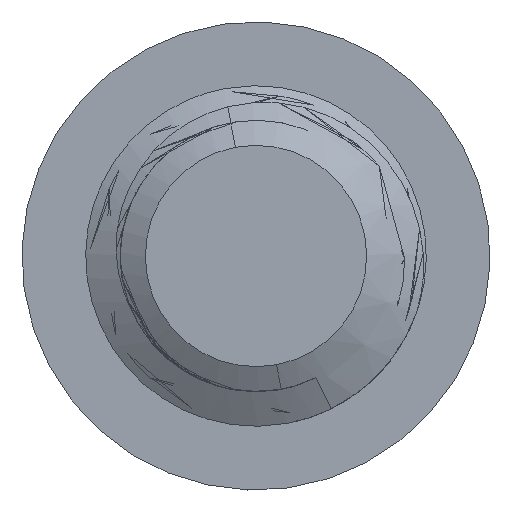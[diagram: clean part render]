
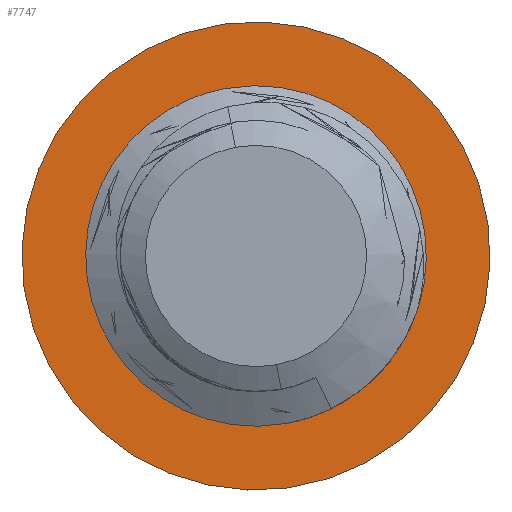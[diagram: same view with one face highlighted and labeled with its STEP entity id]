
A CAD part, left-side view. The second image highlights one B-rep face of the part: STEP entity #7747.
In plain terms, the highlighted face is planar.
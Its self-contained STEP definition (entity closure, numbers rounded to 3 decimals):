
#317 = EDGE_LOOP ( 'NONE', ( #6776, #7988 ) ) ;
#1535 = DIRECTION ( 'NONE',  ( 0., 0., 1. ) ) ;
#2028 = VERTEX_POINT ( 'NONE', #16628 ) ;
#2249 = EDGE_CURVE ( 'NONE', #5817, #10764, #9232, .T. ) ;
#3073 = DIRECTION ( 'NONE',  ( 0., 0., 1. ) ) ;
#3192 = CARTESIAN_POINT ( 'NONE',  ( 0., 0., 0. ) ) ;
#3735 = VERTEX_POINT ( 'NONE', #17063 ) ;
#3915 = CARTESIAN_POINT ( 'NONE',  ( 5.5, 0., 0. ) ) ;
#4177 = CARTESIAN_POINT ( 'NONE',  ( -5.5, 0., 0. ) ) ;
#5817 = VERTEX_POINT ( 'NONE', #3915 ) ;
#6776 = ORIENTED_EDGE ( 'NONE', *, *, #10092, .F. ) ;
#6915 = DIRECTION ( 'NONE',  ( 1., 0., 0. ) ) ;
#7248 = DIRECTION ( 'NONE',  ( -1., 0., 0. ) ) ;
#7486 = CARTESIAN_POINT ( 'NONE',  ( 0., 0., 0. ) ) ;
#7574 = FACE_OUTER_BOUND ( 'NONE', #11394, .T. ) ;
#7747 = ADVANCED_FACE ( 'NONE', ( #7574, #8699 ), #9933, .F. ) ;
#7988 = ORIENTED_EDGE ( 'NONE', *, *, #16192, .F. ) ;
#8065 = AXIS2_PLACEMENT_3D ( 'NONE', #13825, #13559, #7248 ) ;
#8257 = AXIS2_PLACEMENT_3D ( 'NONE', #15028, #3073, #16334 ) ;
#8524 = CIRCLE ( 'NONE', #11612, 3.4 ) ;
#8619 = CARTESIAN_POINT ( 'NONE',  ( 0., 0., 0. ) ) ;
#8699 = FACE_BOUND ( 'NONE', #317, .T. ) ;
#8814 = CIRCLE ( 'NONE', #8257, 5.5 ) ;
#9137 = DIRECTION ( 'NONE',  ( -1., 0., 0. ) ) ;
#9232 = CIRCLE ( 'NONE', #9801, 5.5 ) ;
#9801 = AXIS2_PLACEMENT_3D ( 'NONE', #3192, #1535, #6915 ) ;
#9849 = ORIENTED_EDGE ( 'NONE', *, *, #10642, .F. ) ;
#9933 = PLANE ( 'NONE',  #17151 ) ;
#10035 = CIRCLE ( 'NONE', #8065, 3.4 ) ;
#10092 = EDGE_CURVE ( 'NONE', #3735, #2028, #8524, .T. ) ;
#10642 = EDGE_CURVE ( 'NONE', #10764, #5817, #8814, .T. ) ;
#10764 = VERTEX_POINT ( 'NONE', #4177 ) ;
#11394 = EDGE_LOOP ( 'NONE', ( #9849, #12628 ) ) ;
#11612 = AXIS2_PLACEMENT_3D ( 'NONE', #7486, #14329, #9137 ) ;
#12628 = ORIENTED_EDGE ( 'NONE', *, *, #2249, .F. ) ;
#13559 = DIRECTION ( 'NONE',  ( 0., 0., -1. ) ) ;
#13825 = CARTESIAN_POINT ( 'NONE',  ( 0., 0., 0. ) ) ;
#14066 = DIRECTION ( 'NONE',  ( 1., 0., 0. ) ) ;
#14329 = DIRECTION ( 'NONE',  ( 0., 0., -1. ) ) ;
#15028 = CARTESIAN_POINT ( 'NONE',  ( 0., 0., 0. ) ) ;
#15303 = DIRECTION ( 'NONE',  ( 0., 0., 1. ) ) ;
#16192 = EDGE_CURVE ( 'NONE', #2028, #3735, #10035, .T. ) ;
#16334 = DIRECTION ( 'NONE',  ( 1., 0., 0. ) ) ;
#16628 = CARTESIAN_POINT ( 'NONE',  ( 3.4, 0., 0. ) ) ;
#17063 = CARTESIAN_POINT ( 'NONE',  ( -3.4, 0., 0. ) ) ;
#17151 = AXIS2_PLACEMENT_3D ( 'NONE', #8619, #15303, #14066 ) ;
